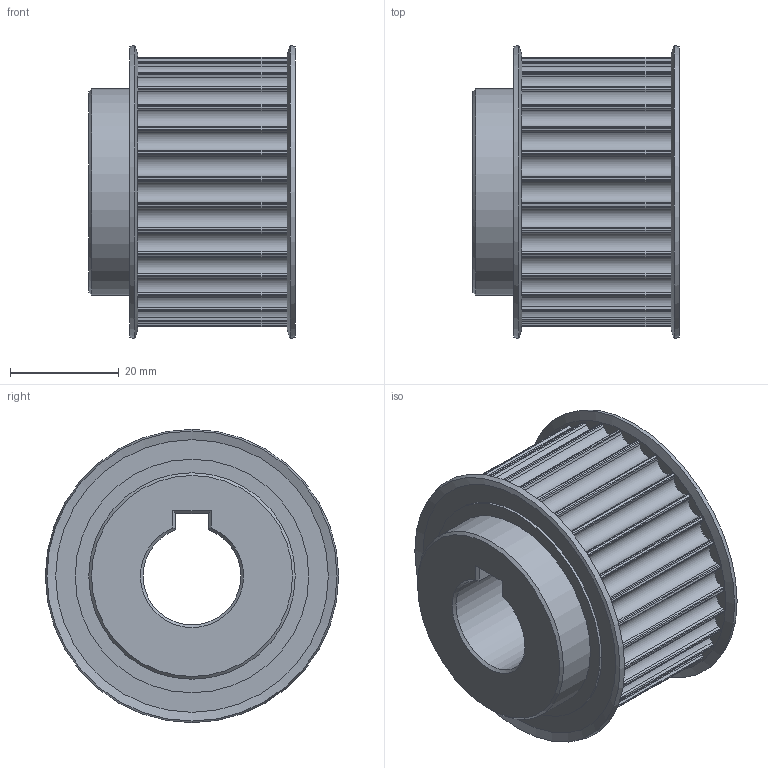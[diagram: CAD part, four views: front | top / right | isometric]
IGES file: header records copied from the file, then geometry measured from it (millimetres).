
Global section: file name: 906005.stp.ipt; native system: Autodesk Inventor 2014; preprocessor: unknown; author: zeman; date: 20151016.102225; units: millimetre
Bounding box: 38 x 54 x 54 mm (x, y, z)
Volume: 52291.5 mm3; surface area: 16415.9 mm2
Topology: 3 solids, 3 shells, 225 faces, 643 edges, 427 vertices
Faces by surface type: cylinder 99, plane 82, revolution 39, cone 5
Full cylindrical faces by diameter (mm): 38 x1, 43 x2
